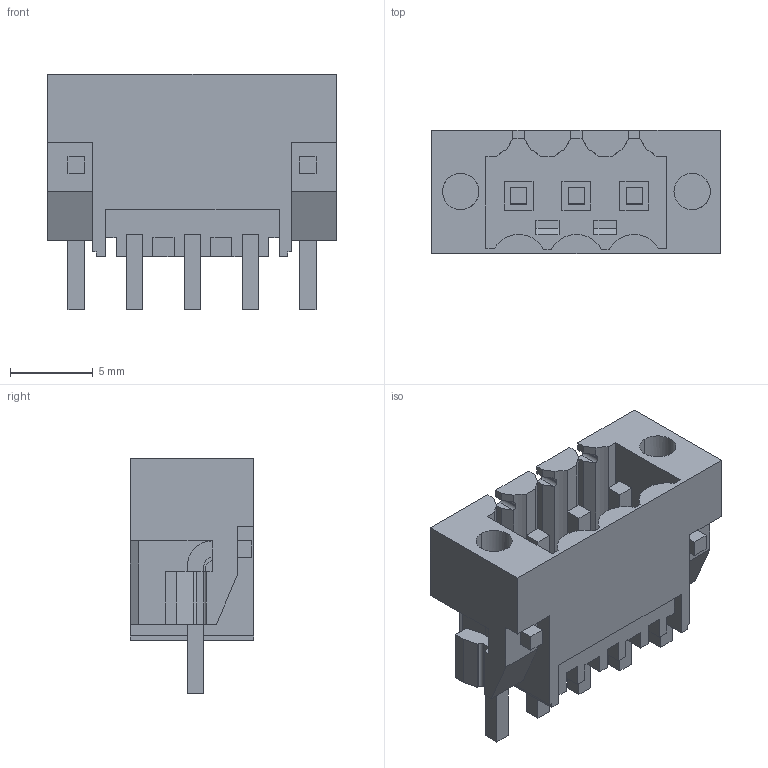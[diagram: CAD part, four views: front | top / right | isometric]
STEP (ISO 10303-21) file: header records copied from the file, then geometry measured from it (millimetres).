
FILE_DESCRIPTION(('CATIA V5 STEP Exchange','CAx-IF Rec.Pracs.--- Model Styling and Organization---1.2---2011-12-15'),'2;1');
FILE_NAME ('D1457270_0_1842550000_1842550000.stp','2018-03-20T11:56:40+00:00',('none'),('Weidmueller'),'CATIA Version 5-6 Release 2014','CATIA V5 STEP AP214','none');
FILE_SCHEMA(('AUTOMOTIVE_DESIGN { 1 0 10303 214 1 1 1 1 }'));
Length unit declared in the file: millimetre
Products named in the file (1): 1842550000
Bounding box: 17.45 x 7.45 x 14.25 mm (x, y, z)
Volume: 700.1 mm3; surface area: 1653.7 mm2
Topology: 6 solids, 6 shells, 338 faces, 964 edges, 645 vertices
Faces by surface type: plane 305, cylinder 33
Entity records: 10873 total; most frequent: CARTESIAN_POINT 2003, ORIENTED_EDGE 1928, DIRECTION 1485, EDGE_CURVE 964, VECTOR 886, LINE 886, VERTEX_POINT 645, EDGE_LOOP 355
